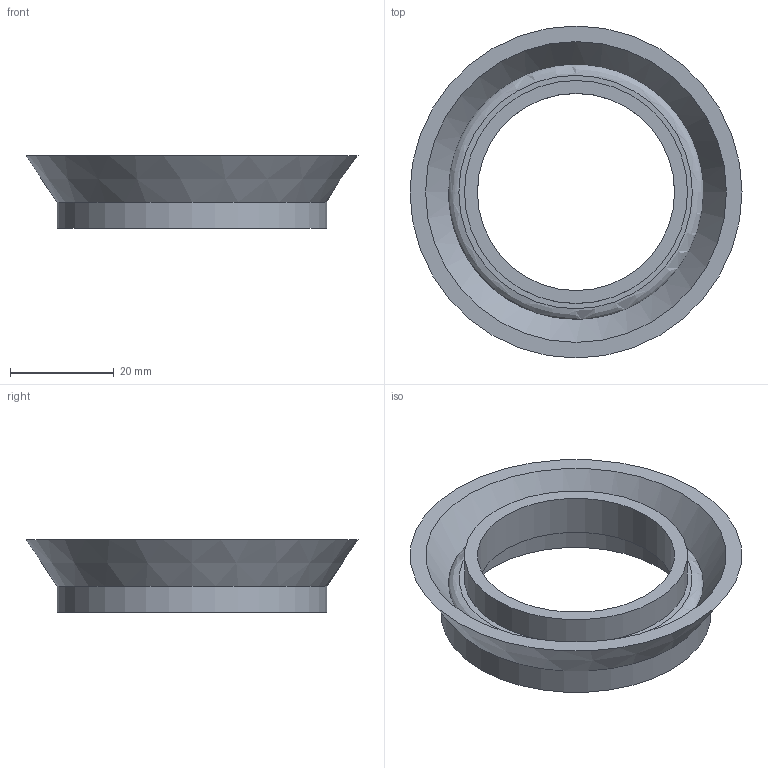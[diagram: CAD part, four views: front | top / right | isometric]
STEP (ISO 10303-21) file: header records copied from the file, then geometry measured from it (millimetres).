
FILE_DESCRIPTION(/* description */ (''),/* implementation_level */ '2;1');
FILE_NAME(/* name */ '44 mm Spring atta.step',/* time_stamp */ '2026-01-06T11:43:28+01:00',/* author */ (''),/* organization */ (''),/* preprocessor_version */ 'ST-DEVELOPER v20.1',/* originating_system */ 'Autodesk Translation Framework v14.21.0.0',/* authorisation */ '');
FILE_SCHEMA (('AUTOMOTIVE_DESIGN { 1 0 10303 214 3 1 1 }'));
Length unit declared in the file: millimetre
Products named in the file (3): 2025-11-27-10-54-04-585; 2025-11-27-14-18-00-294; 2025-11-27-14-26-17-055
Assembly tree (2 placements, depth 3):
  2025-11-27-10-54-04-585
    2025-11-27-14-18-00-294
      2025-11-27-14-26-17-055
Bounding box: 64 x 64 x 14 mm (x, y, z)
Volume: 10916.8 mm3; surface area: 9060.4 mm2
Topology: 1 solids, 1 shells, 12 faces, 20 edges, 13 vertices
Faces by surface type: plane 5, cylinder 4, cone 2, torus 1
Full cylindrical faces by diameter (mm): 38 x1, 43 x1, 45 x1, 52 x1
Entity records: 399 total; most frequent: CARTESIAN_POINT 88, DIRECTION 64, ORIENTED_EDGE 40, AXIS2_PLACEMENT_3D 29, EDGE_CURVE 20, EDGE_LOOP 17, VERTEX_POINT 13, FACE_OUTER_BOUND 12
